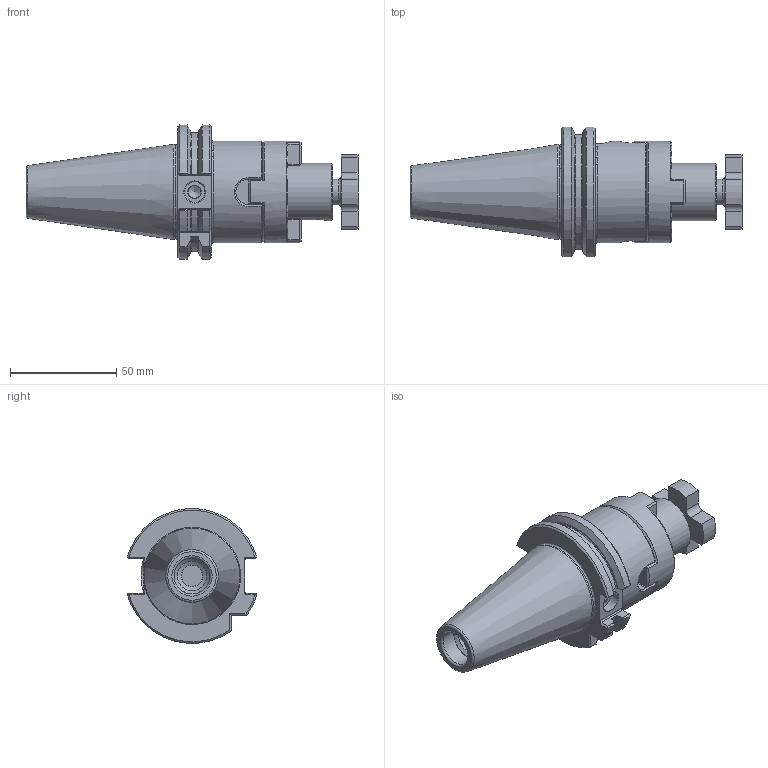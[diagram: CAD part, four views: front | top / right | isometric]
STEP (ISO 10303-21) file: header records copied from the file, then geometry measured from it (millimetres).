
FILE_DESCRIPTION( ( 'Unknown' ), '1' );
FILE_NAME( '224042730-C.stp', 'Unknown', ( 'Unknown' ), ( 'Unknown' ), 'PSStep 15.0.49', 'Unknown', ' ' );
FILE_SCHEMA( ( 'AUTOMOTIVE_DESIGN { 1 0 10303 214 1 1 1 1 }' ) );
Length unit declared in the file: millimetre
Products named in the file (3): 1; 2; 3
Bounding box: 156.25 x 61.01 x 63.35 mm (x, y, z)
Volume: 179092.6 mm3; surface area: 38353.5 mm2
Topology: 3 solids, 3 shells, 245 faces, 617 edges, 380 vertices
Faces by surface type: plane 128, cylinder 49, cone 44, torus 16, bspline 8
Full cylindrical faces by diameter (mm): 6 x1, 10 x1, 10.106 x2, 12 x1, 13 x1, 13.835 x2, 17 x1, 26.4 x1, 27 x2, 48 x2
Entity records: 9977 total; most frequent: CARTESIAN_POINT 2524, ORIENTED_EDGE 1142, DIRECTION 1082, EDGE_CURVE 571, AXIS2_PLACEMENT_3D 408, VERTEX_POINT 369, EDGE_LOOP 283, LINE 266
